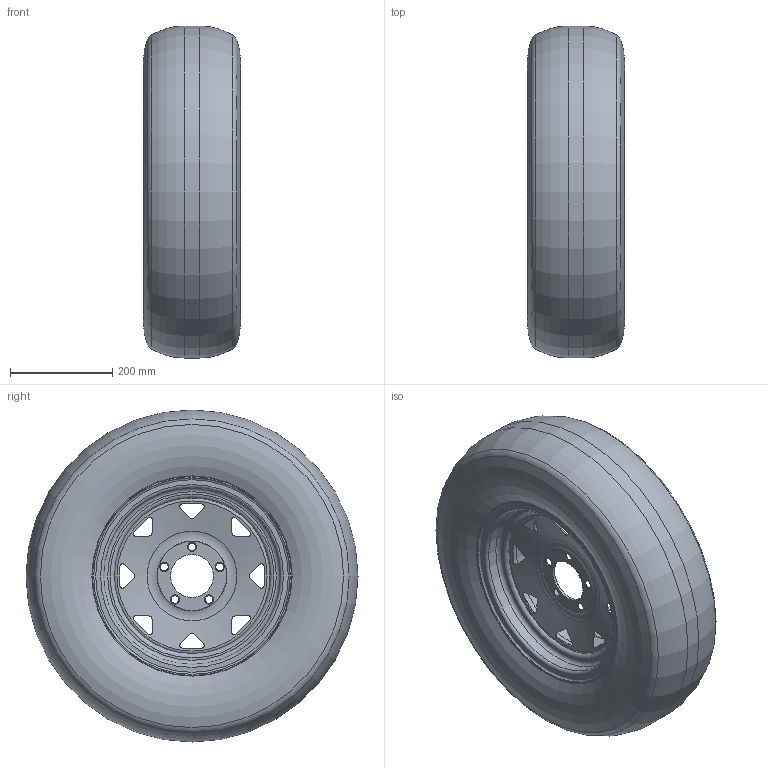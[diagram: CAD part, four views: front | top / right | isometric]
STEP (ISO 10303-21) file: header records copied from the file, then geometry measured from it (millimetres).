
FILE_DESCRIPTION(/* description */ (''),/* implementation_level */ '2;1');
FILE_NAME(/* name */ '14inch Wheel Rim and Tyre v1.step',/* time_stamp */ '2025-04-28T11:58:51-04:00',/* author */ (''),/* organization */ (''),/* preprocessor_version */ 'ST-DEVELOPER v20.1',/* originating_system */ 'Autodesk Translation Framework v14.4.0.0',/* authorisation */ '');
FILE_SCHEMA (('AUTOMOTIVE_DESIGN { 1 0 10303 214 3 1 1 }'));
Length unit declared in the file: millimetre
Products named in the file (1): 14inch Wheel Rim and Tyre
Bounding box: 190 x 650 x 650 mm (x, y, z)
Volume: 24899776.3 mm3; surface area: 1828026.8 mm2
Topology: 3 solids, 3 shells, 138 faces, 355 edges, 233 vertices
Faces by surface type: cylinder 51, plane 42, torus 33, cone 12
Full cylindrical faces by diameter (mm): 15 x5, 84 x1, 97 x1, 299.8 x1, 304.8 x1, 305 x1, 310 x1, 346 x2, 351 x2, 380.395 x2, 385 x2, 390 x2, 478 x2, 482 x2, 493.264 x1, 650 x1
Entity records: 4867 total; most frequent: CARTESIAN_POINT 1469, ORIENTED_EDGE 710, DIRECTION 699, EDGE_CURVE 355, AXIS2_PLACEMENT_3D 305, VERTEX_POINT 233, EDGE_LOOP 180, CIRCLE 166
